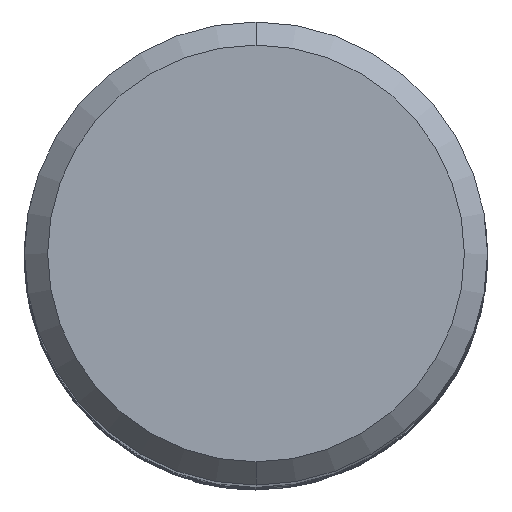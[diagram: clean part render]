
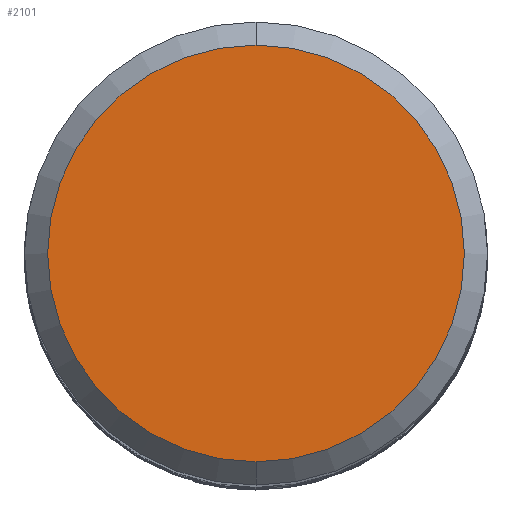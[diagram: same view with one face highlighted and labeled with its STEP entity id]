
A CAD part, top view. The second image highlights one B-rep face of the part: STEP entity #2101.
In plain terms, the highlighted planar face has unit normal (0, 0, 1).
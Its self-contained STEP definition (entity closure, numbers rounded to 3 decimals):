
#945=VERTEX_POINT('',#2432);
#1319=VERTEX_POINT('',#2847);
#1429=EDGE_CURVE('',#1319,#945,#2966,.T.);
#1615=EDGE_CURVE('',#945,#1319,#3169,.T.);
#2101=ADVANCED_FACE('',(#3701),#3702,.T.);
#2432=CARTESIAN_POINT('',(0.0,9.0,0.0));
#2847=CARTESIAN_POINT('',(0.,-9.0,0.0));
#2966=CIRCLE('',#16789,9.0);
#3169=CIRCLE('',#21564,9.0);
#3701=FACE_OUTER_BOUND('',#29756,.T.);
#3702=PLANE('',#29757);
#16789=AXIS2_PLACEMENT_3D('',#32544,#32545,#32546);
#21564=AXIS2_PLACEMENT_3D('',#32703,#32704,#32705);
#29756=EDGE_LOOP('',(#33232,#33233));
#29757=AXIS2_PLACEMENT_3D('',#33234,#33235,#33236);
#32544=CARTESIAN_POINT('',(0.0,0.0,0.0));
#32545=DIRECTION('',(0.0,0.0,-1.0));
#32546=DIRECTION('',(0.0,1.0,0.0));
#32703=CARTESIAN_POINT('',(0.0,0.0,0.0));
#32704=DIRECTION('',(0.0,0.0,-1.0));
#32705=DIRECTION('',(0.0,1.0,0.0));
#33232=ORIENTED_EDGE('',*,*,#1615,.F.);
#33233=ORIENTED_EDGE('',*,*,#1429,.F.);
#33234=CARTESIAN_POINT('',(0.0,4.5,0.0));
#33235=DIRECTION('',(-0.0,0.0,1.0));
#33236=DIRECTION('',(0.0,-1.0,0.0));
